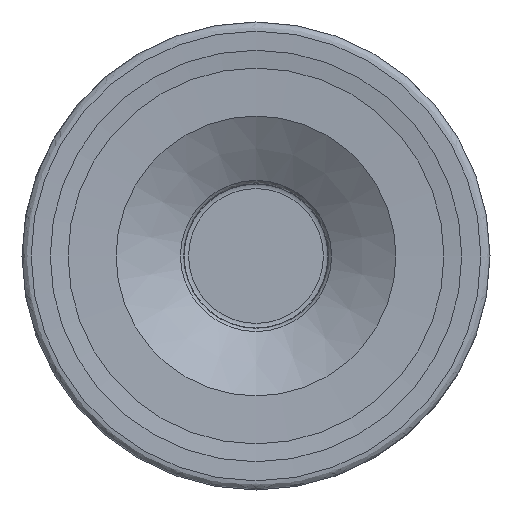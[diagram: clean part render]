
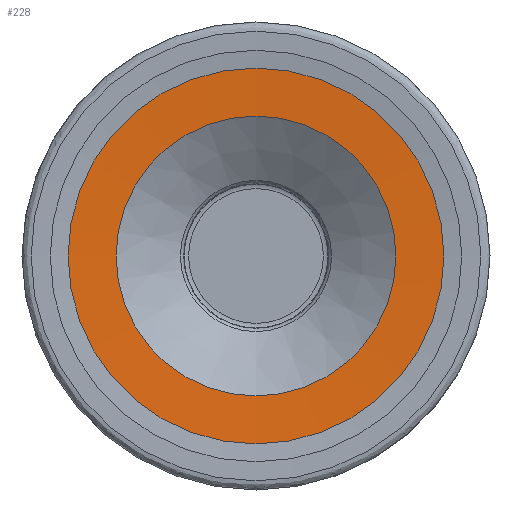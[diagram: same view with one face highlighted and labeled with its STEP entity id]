
A CAD part, left-side view. The second image highlights one B-rep face of the part: STEP entity #228.
In plain terms, the highlighted conical face has half-angle 87.702 degrees and reference radius 11.958 mm.
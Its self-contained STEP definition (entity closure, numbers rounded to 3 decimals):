
#192=CONICAL_SURFACE('',#575,11.958,87.702);
#228=ADVANCED_FACE('',(#292,#293),#192,.F.);
#292=FACE_BOUND('',#354,.T.);
#293=FACE_BOUND('',#355,.T.);
#354=EDGE_LOOP('',(#416));
#355=EDGE_LOOP('',(#417));
#416=ORIENTED_EDGE('',*,*,#481,.F.);
#417=ORIENTED_EDGE('',*,*,#480,.T.);
#449=VERTEX_POINT('',#800);
#450=VERTEX_POINT('',#803);
#480=EDGE_CURVE('',#449,#449,#511,.T.);
#481=EDGE_CURVE('',#450,#450,#512,.T.);
#511=CIRCLE('',#572,11.958);
#512=CIRCLE('',#574,16.062);
#572=AXIS2_PLACEMENT_3D('',#799,#698,#699);
#574=AXIS2_PLACEMENT_3D('',#802,#702,#703);
#575=AXIS2_PLACEMENT_3D('',#804,#704,#705);
#698=DIRECTION('',(1.,0.,0.));
#699=DIRECTION('',(0.,0.,-1.));
#702=DIRECTION('',(1.,0.,0.));
#703=DIRECTION('',(0.,0.,-1.));
#704=DIRECTION('',(-1.,0.,0.));
#705=DIRECTION('',(0.,0.,1.));
#799=CARTESIAN_POINT('',(0.424,0.,0.));
#800=CARTESIAN_POINT('',(0.424,0.,-11.958));
#802=CARTESIAN_POINT('',(0.26,0.,0.));
#803=CARTESIAN_POINT('',(0.26,0.,-16.062));
#804=CARTESIAN_POINT('',(0.424,0.,0.));
